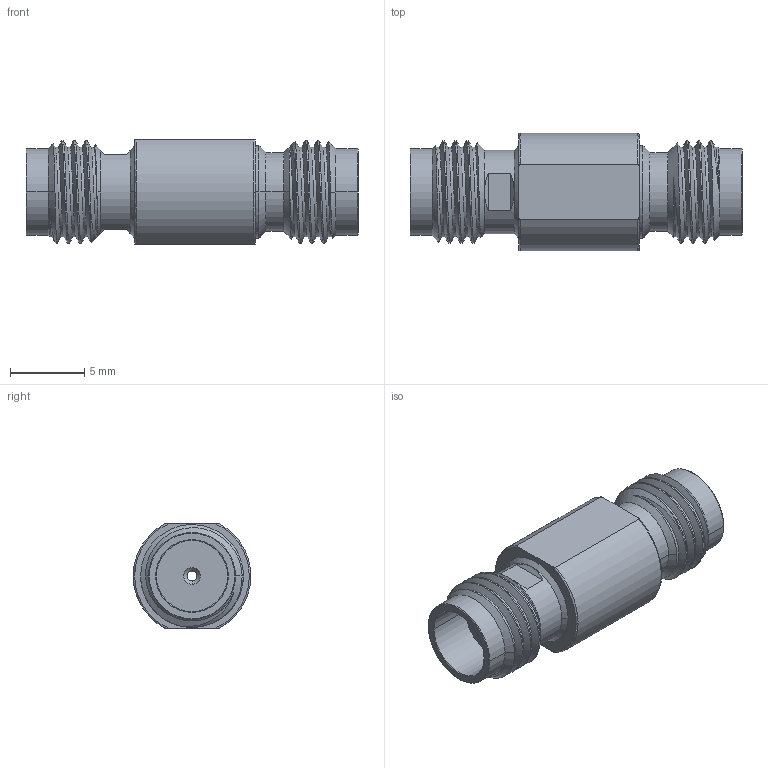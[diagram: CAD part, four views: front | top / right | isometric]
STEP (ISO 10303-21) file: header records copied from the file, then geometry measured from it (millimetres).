
FILE_DESCRIPTION (( 'STEP AP214' ), '1' );
FILE_NAME ('FMAD1617_3D.step', '2023-03-14T21:03:11', ( '' ), ( '' ), 'SwSTEP 2.0', 'SolidWorks 2022', '' );
FILE_SCHEMA (( 'AUTOMOTIVE_DESIGN' ));
Length unit declared in the file: millimetre
Products named in the file (4): 2.4 mm JACK^FMAD1617; 1.85 mm jack^FMAD1617; ADS-185-3-185-8-10^FMAD1617; FMAD1617_3D
Assembly tree (3 placements, depth 2):
  FMAD1617_3D
    1.85 mm jack^FMAD1617
    ADS-185-3-185-8-10^FMAD1617
    2.4 mm JACK^FMAD1617
Bounding box: 22.3 x 7.9 x 7 mm (x, y, z)
Volume: 682.8 mm3; surface area: 1109.5 mm2
Topology: 3 solids, 3 shells, 106 faces, 258 edges, 160 vertices
Faces by surface type: cylinder 44, cone 26, plane 16, torus 14, bspline 6
Entity records: 5289 total; most frequent: CARTESIAN_POINT 2752, ORIENTED_EDGE 516, DIRECTION 504, EDGE_CURVE 258, AXIS2_PLACEMENT_3D 212, VERTEX_POINT 160, EDGE_LOOP 114, FACE_OUTER_BOUND 106
